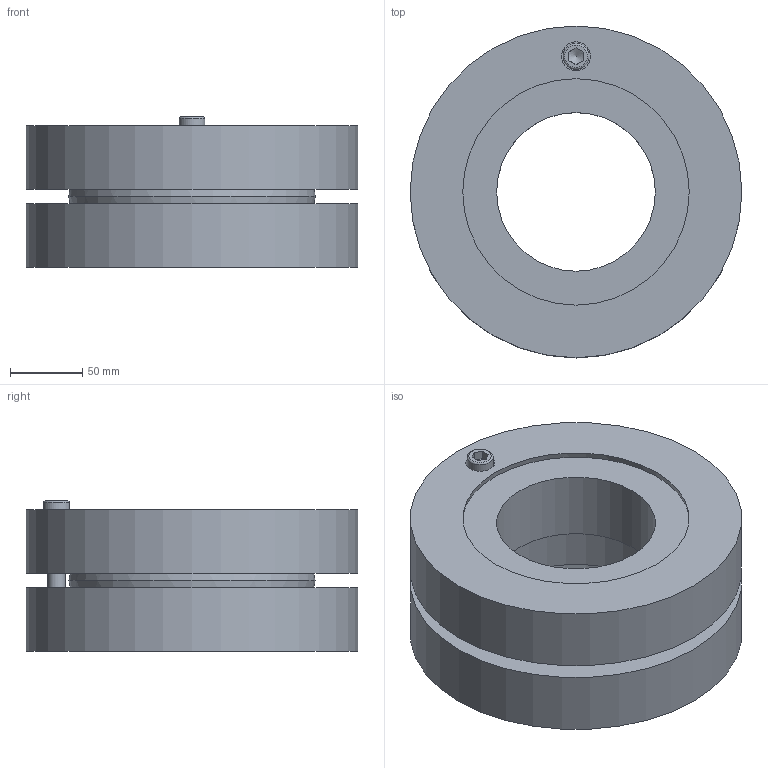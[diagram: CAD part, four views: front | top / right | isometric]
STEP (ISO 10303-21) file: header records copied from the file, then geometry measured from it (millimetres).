
FILE_DESCRIPTION((''),'2;1');
FILE_NAME('DOBIKON 2019-155-110.stp','2011-09-14T10:38:02',('kr'),(''),'Autodesk Inventor 2011','Autodesk Inventor 2011','');
FILE_SCHEMA(('AUTOMOTIVE_DESIGN { 1 0 10303 214 1 1 1 1 }'));
Length unit declared in the file: millimetre
Products named in the file (5): DOBIKON 2019-155-110; Volumenkörper1_15; Volumenkörper2_15; Volumenkörper3_15; DIN 912 - ersetzt durch DIN EN ISO 4762 M12 x 70
Assembly tree (4 placements, depth 2):
  DOBIKON 2019-155-110
    Volumenkörper1_15
    Volumenkörper2_15
    Volumenkörper3_15
    DIN 912 - ersetzt durch DIN EN ISO 4762 M12 x 70
Bounding box: 230 x 230 x 104 mm (x, y, z)
Volume: 2477739.8 mm3; surface area: 302795.6 mm2
Topology: 4 solids, 4 shells, 34 faces, 65 edges, 42 vertices
Faces by surface type: plane 17, cylinder 9, cone 6, torus 2
Full cylindrical faces by diameter (mm): 10.106 x1, 12 x1, 14 x1, 18 x1, 20 x1, 110 x1, 155 x1, 230 x2
Entity records: 925 total; most frequent: DIRECTION 154, CARTESIAN_POINT 141, ORIENTED_EDGE 92, AXIS2_PLACEMENT_3D 71, EDGE_LOOP 64, EDGE_CURVE 46, VERTEX_POINT 40, FACE_OUTER_BOUND 34
